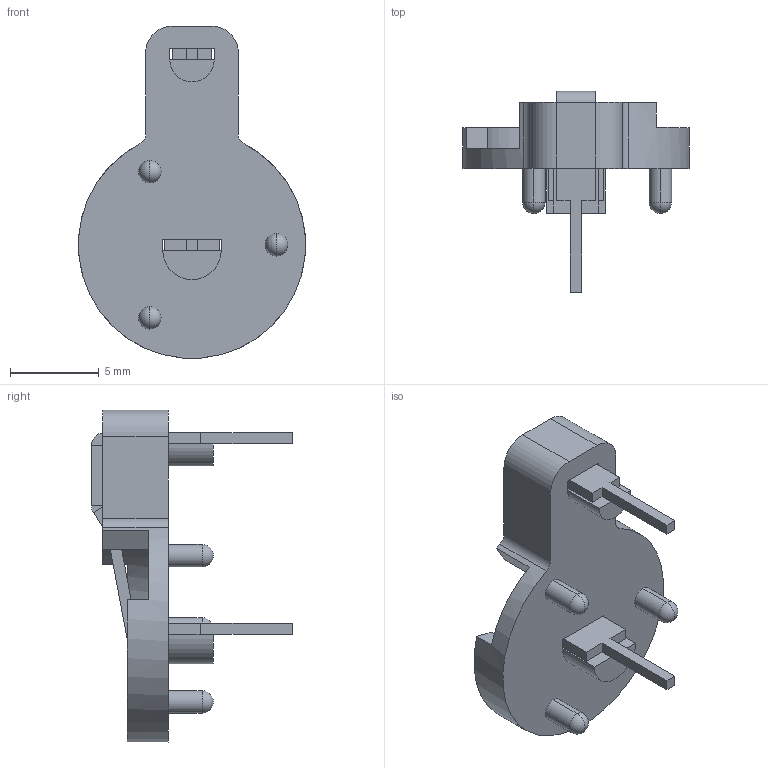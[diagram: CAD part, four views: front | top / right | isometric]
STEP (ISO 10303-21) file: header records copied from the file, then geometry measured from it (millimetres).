
FILE_DESCRIPTION (( 'STEP AP214' ), '1' );
FILE_NAME ('BH401.STEP', '2019-10-08T19:24:24', ( '' ), ( '' ), 'SwSTEP 2.0', 'SolidWorks 2017', '' );
FILE_SCHEMA (( 'AUTOMOTIVE_DESIGN' ));
Length unit declared in the file: millimetre
Products named in the file (1): BH401
Bounding box: 12.8 x 11.35 x 18.75 mm (x, y, z)
Volume: 373.1 mm3; surface area: 801.4 mm2
Topology: 3 solids, 3 shells, 106 faces, 259 edges, 155 vertices
Faces by surface type: plane 74, cylinder 26, sphere 6
Entity records: 3019 total; most frequent: DIRECTION 523, CARTESIAN_POINT 509, ORIENTED_EDGE 494, EDGE_CURVE 247, LINE 181, VECTOR 181, AXIS2_PLACEMENT_3D 171, VERTEX_POINT 149
